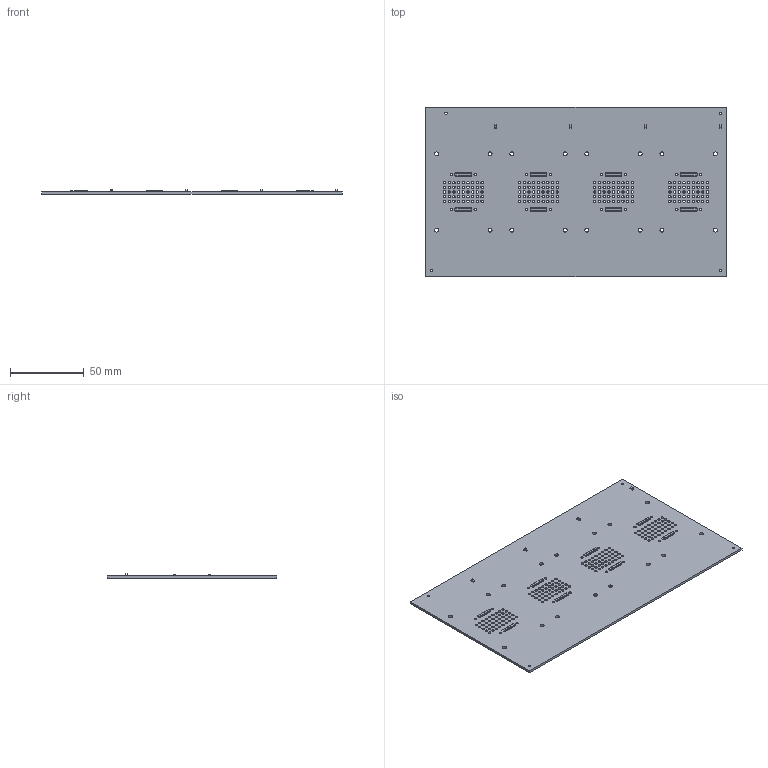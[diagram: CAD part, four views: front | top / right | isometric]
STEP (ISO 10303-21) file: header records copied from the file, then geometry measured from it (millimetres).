
FILE_DESCRIPTION(('KiCad electronic assembly'),'2;1');
FILE_NAME('etl_assembly_plate_pcb_v1.step','2021-09-10T13:49:51',( 'An Author'),('A Company'),'Open CASCADE STEP processor 6.9', 'KiCad to STEP converter','Unknown');
FILE_SCHEMA(('AUTOMOTIVE_DESIGN { 1 0 10303 214 1 1 1 1 }'));
Length unit declared in the file: millimetre
Products named in the file (6): Open CASCADE STEP translator 6.9 1; Keystone-5084-Test-Point; SOLID; WP7B-P050VA1-R8000; COMPOUND
Assembly tree (15 placements, depth 3):
  Open CASCADE STEP translator 6.9 1
    Keystone-5084-Test-Point  x4
      SOLID
    WP7B-P050VA1-R8000  x8
      COMPOUND
    COMPOUND
Bounding box: 203.2 x 114.3 x 3.17 mm (x, y, z)
Volume: 36465.7 mm3; surface area: 48884.4 mm2
Topology: 445 solids, 445 shells, 3158 faces, 6612 edges, 4344 vertices
Faces by surface type: plane 2702, cylinder 360, torus 96
Full cylindrical faces by diameter (mm): 1.6 x200, 2.7 x16
Entity records: 40548 total; most frequent: CARTESIAN_POINT 7858, DIRECTION 6196, LINE 3408, VECTOR 3408, ORIENTED_EDGE 2976, PCURVE 2976, DEFINITIONAL_REPRESENTATION 2976, EDGE_CURVE 1488
